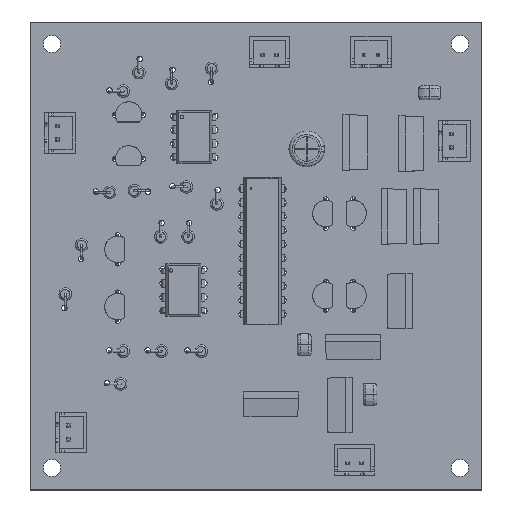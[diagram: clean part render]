
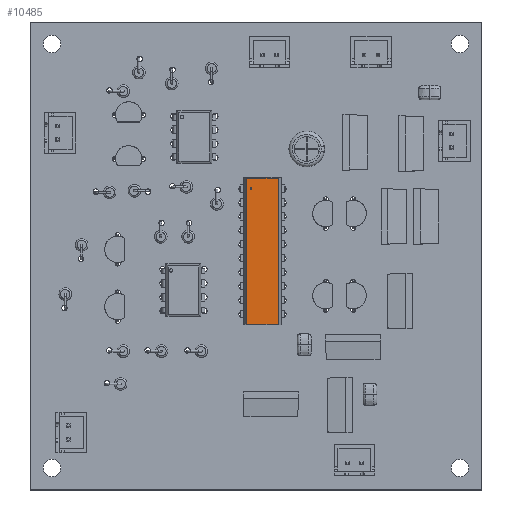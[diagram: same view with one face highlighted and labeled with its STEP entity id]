
A CAD part, top view. The second image highlights one B-rep face of the part: STEP entity #10485.
In plain terms, the highlighted planar face has unit normal (0, 0, 1).
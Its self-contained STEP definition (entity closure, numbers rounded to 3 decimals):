
#10485 = ADVANCED_FACE('',(#10486),#10520,.T.);
#10486 = FACE_BOUND('',#10487,.T.);
#10487 = EDGE_LOOP('',(#10488,#10498,#10506,#10514));
#10488 = ORIENTED_EDGE('',*,*,#10489,.F.);
#10489 = EDGE_CURVE('',#10490,#10492,#10494,.T.);
#10490 = VERTEX_POINT('',#10491);
#10491 = CARTESIAN_POINT('',(6.858,-24.79,3.81));
#10492 = VERTEX_POINT('',#10493);
#10493 = CARTESIAN_POINT('',(1.016,-24.79,3.81));
#10494 = LINE('',#10495,#10496);
#10495 = CARTESIAN_POINT('',(6.858,-24.79,3.81));
#10496 = VECTOR('',#10497,1.);
#10497 = DIRECTION('',(-1.,0.,0.));
#10498 = ORIENTED_EDGE('',*,*,#10499,.F.);
#10499 = EDGE_CURVE('',#10500,#10490,#10502,.T.);
#10500 = VERTEX_POINT('',#10501);
#10501 = CARTESIAN_POINT('',(6.858,1.93,3.81));
#10502 = LINE('',#10503,#10504);
#10503 = CARTESIAN_POINT('',(6.858,1.93,3.81));
#10504 = VECTOR('',#10505,1.);
#10505 = DIRECTION('',(0.,-1.,0.));
#10506 = ORIENTED_EDGE('',*,*,#10507,.F.);
#10507 = EDGE_CURVE('',#10508,#10500,#10510,.T.);
#10508 = VERTEX_POINT('',#10509);
#10509 = CARTESIAN_POINT('',(1.016,1.93,3.81));
#10510 = LINE('',#10511,#10512);
#10511 = CARTESIAN_POINT('',(1.016,1.93,3.81));
#10512 = VECTOR('',#10513,1.);
#10513 = DIRECTION('',(1.,0.,0.));
#10514 = ORIENTED_EDGE('',*,*,#10515,.F.);
#10515 = EDGE_CURVE('',#10492,#10508,#10516,.T.);
#10516 = LINE('',#10517,#10518);
#10517 = CARTESIAN_POINT('',(1.016,-24.79,3.81));
#10518 = VECTOR('',#10519,1.);
#10519 = DIRECTION('',(0.,1.,0.));
#10520 = PLANE('',#10521);
#10521 = AXIS2_PLACEMENT_3D('',#10522,#10523,#10524);
#10522 = CARTESIAN_POINT('',(1.016,-24.79,3.81));
#10523 = DIRECTION('',(0.,0.,1.));
#10524 = DIRECTION('',(0.,1.,0.));
